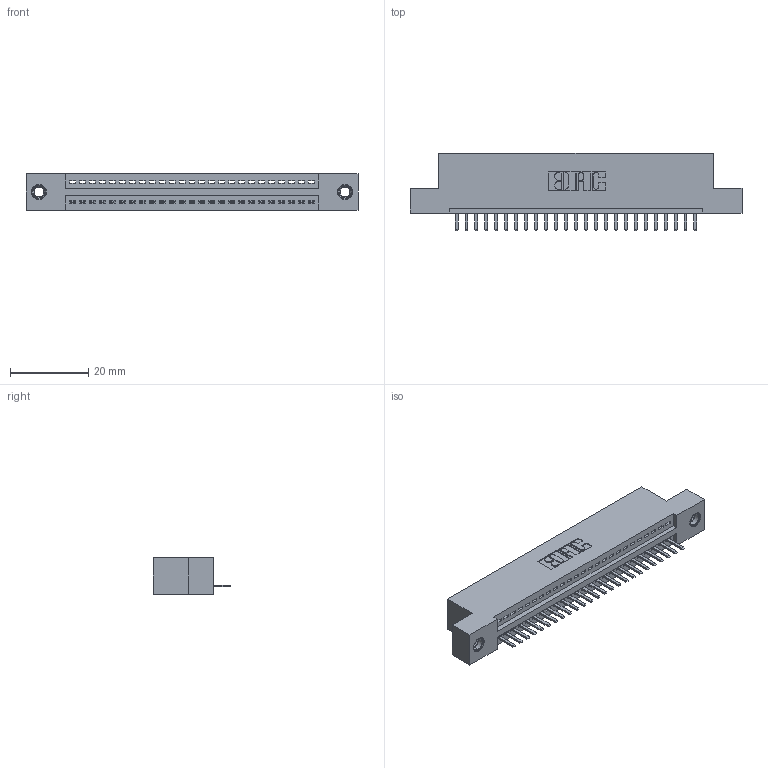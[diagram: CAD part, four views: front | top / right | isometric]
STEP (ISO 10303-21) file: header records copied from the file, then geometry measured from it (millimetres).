
FILE_DESCRIPTION (( 'STEP AP203' ), '1' );
FILE_NAME ('395-025-520-107.STEP', '2018-11-09T10:00:45', ( '' ), ( '' ), 'SwSTEP 2.0', 'SolidWorks 2016', '' );
FILE_SCHEMA (( 'CONFIG_CONTROL_DESIGN' ));
Length unit declared in the file: inch
Products named in the file (4): 345-292-001_345-293-120; 345 Part_Flush Mounting Lugs - 0.156 Dia-TI; 395-025-520-107; 345-250-001_345-250-005-103
Assembly tree (28 placements, depth 2):
  395-025-520-107
    345 Part_Flush Mounting Lugs - 0.156 Dia-TI
    345-292-001_345-293-120  x25
    345-250-001_345-250-005-103  x2
Bounding box: 84.71 x 19.68 x 9.4 mm (x, y, z)
Volume: 7821.1 mm3; surface area: 9959.7 mm2
Topology: 28 solids, 28 shells, 1736 faces, 5077 edges, 3310 vertices
Faces by surface type: plane 1162, cylinder 558, cone 12, torus 4
Entity records: 22404 total; most frequent: CARTESIAN_POINT 3874, ORIENTED_EDGE 3814, DIRECTION 3423, EDGE_CURVE 1907, LINE 1651, VECTOR 1651, VERTEX_POINT 1264, AXIS2_PLACEMENT_3D 886
